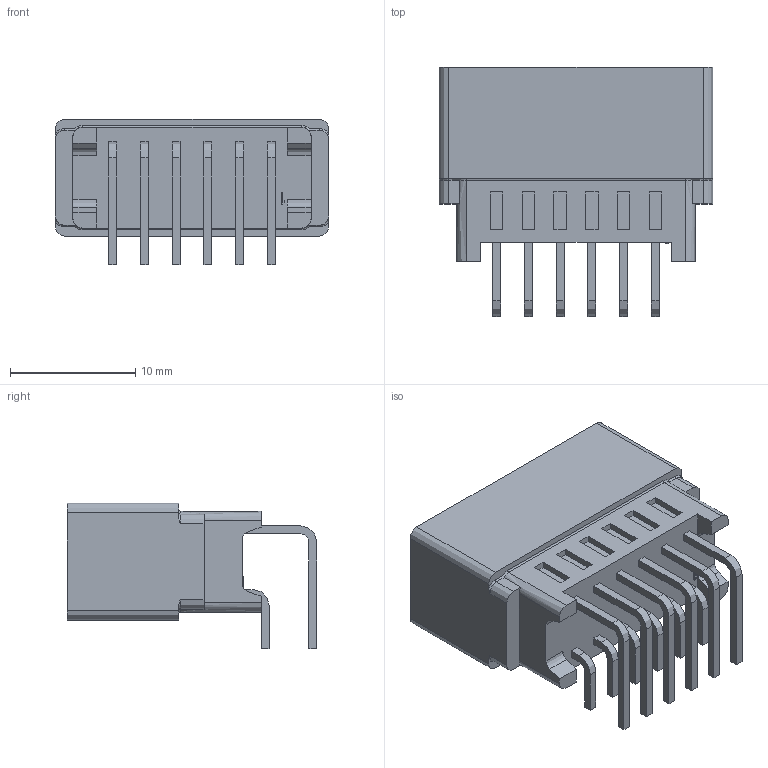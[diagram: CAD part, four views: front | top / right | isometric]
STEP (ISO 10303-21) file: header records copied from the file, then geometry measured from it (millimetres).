
FILE_DESCRIPTION(/* description */ (''),/* implementation_level */ '2;1');
FILE_NAME(/* name */ 'TE - 5650118-3.step',/* time_stamp */ '2020-08-03T00:27:52+01:00',/* author */ (''),/* organization */ (''),/* preprocessor_version */ 'ST-DEVELOPER v18.1',/* originating_system */ 'Autodesk Translation Framework v9.3.0.1241',/* authorisation */ '');
FILE_SCHEMA (('AUTOMOTIVE_DESIGN { 1 0 10303 214 3 1 1 }'));
Length unit declared in the file: millimetre
Products named in the file (1): TE - 5650118-3
Bounding box: 21.84 x 19.93 x 11.63 mm (x, y, z)
Volume: 2415.2 mm3; surface area: 2010.3 mm2
Topology: 1 solids, 1 shells, 310 faces, 833 edges, 550 vertices
Faces by surface type: plane 226, cylinder 74, torus 8, bspline 2
Full cylindrical faces by diameter (mm): 1.626 x1
Entity records: 10219 total; most frequent: CARTESIAN_POINT 2066, ORIENTED_EDGE 1666, DIRECTION 1597, EDGE_CURVE 833, LINE 661, VECTOR 661, VERTEX_POINT 550, AXIS2_PLACEMENT_3D 468
